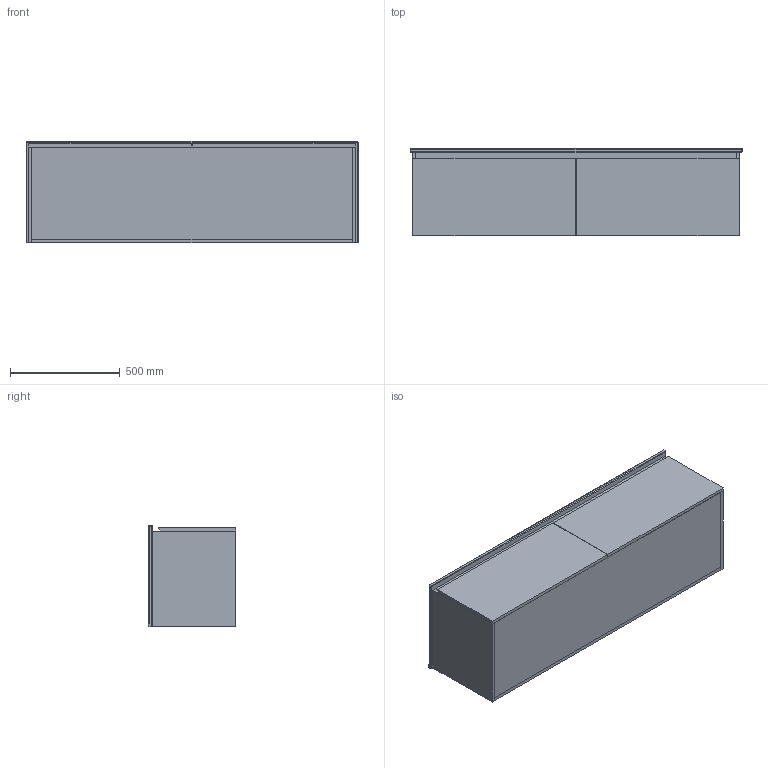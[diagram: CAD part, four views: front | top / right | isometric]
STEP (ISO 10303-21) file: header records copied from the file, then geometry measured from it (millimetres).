
FILE_DESCRIPTION (( 'STEP AP214' ), '1' );
FILE_NAME ('AD Slim Ceramic 1500D ASSEM.STEP', '2019-03-08T00:29:23', ( '' ), ( '' ), 'SwSTEP 2.0', 'SolidWorks 2015', '' );
FILE_SCHEMA (( 'AUTOMOTIVE_DESIGN' ));
Length unit declared in the file: millimetre
Products named in the file (5): 1500D Spirit top; AD Slim Ceramic 1500D ASSEM; AD Slim Ceramic 1500D; 1500D Spirit top ASSEM; CERAMIC OVERFLOW COVER
Assembly tree (5 placements, depth 3):
  AD Slim Ceramic 1500D ASSEM
    AD Slim Ceramic 1500D
    1500D Spirit top ASSEM
      1500D Spirit top
      CERAMIC OVERFLOW COVER  x2
Bounding box: 1510 x 399 x 460 mm (x, y, z)
Volume: 48414376 mm3; surface area: 6392198.3 mm2
Topology: 10 solids, 10 shells, 213 faces, 475 edges, 276 vertices
Faces by surface type: plane 125, cylinder 48, sphere 16, torus 14, bspline 10
Entity records: 5393 total; most frequent: CARTESIAN_POINT 1233, DIRECTION 807, ORIENTED_EDGE 746, EDGE_CURVE 373, AXIS2_PLACEMENT_3D 281, LINE 245, VECTOR 245, VERTEX_POINT 223
